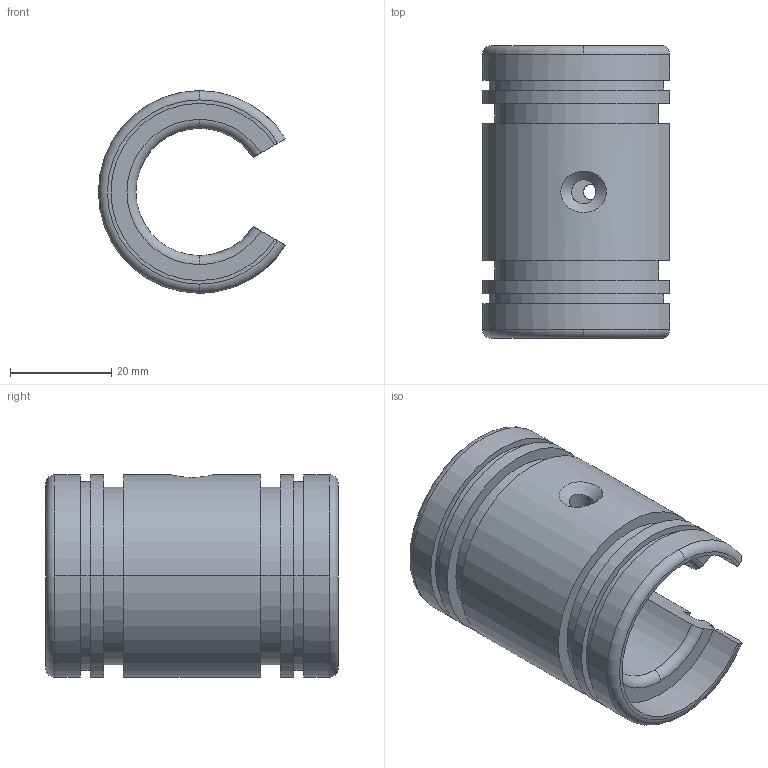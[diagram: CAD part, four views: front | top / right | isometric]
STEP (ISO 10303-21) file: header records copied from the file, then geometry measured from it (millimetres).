
FILE_DESCRIPTION((''),'2;1');
FILE_NAME('LX25.stp','2015-06-23T10:29:58',('pfALLON'),(''),'Autodesk Inventor (tm) 5.3','Autodesk Inventor (tm) 5.3','');
FILE_SCHEMA(('CONFIG_CONTROL_DESIGN'));
Length unit declared in the file: inch
Products named in the file (1): LX25
Bounding box: 36.93 x 57.75 x 39.94 mm (x, y, z)
Volume: 28002.6 mm3; surface area: 13147.4 mm2
Topology: 1 solids, 1 shells, 55 faces, 158 edges, 105 vertices
Faces by surface type: cylinder 26, plane 14, torus 12, bspline 3
Entity records: 2213 total; most frequent: CARTESIAN_POINT 634, DIRECTION 322, ORIENTED_EDGE 316, EDGE_CURVE 158, AXIS2_PLACEMENT_3D 129, VERTEX_POINT 105, CIRCLE 76, VECTOR 64
